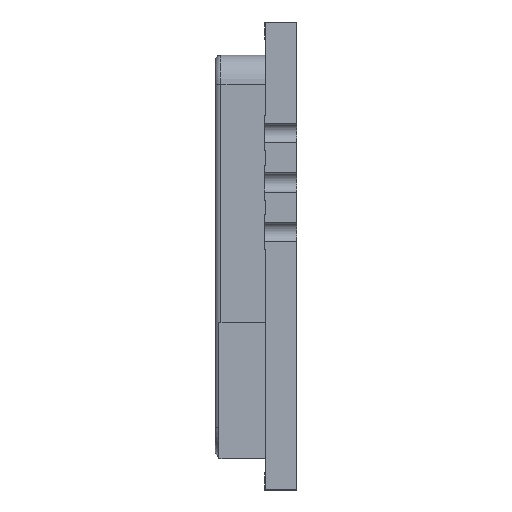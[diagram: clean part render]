
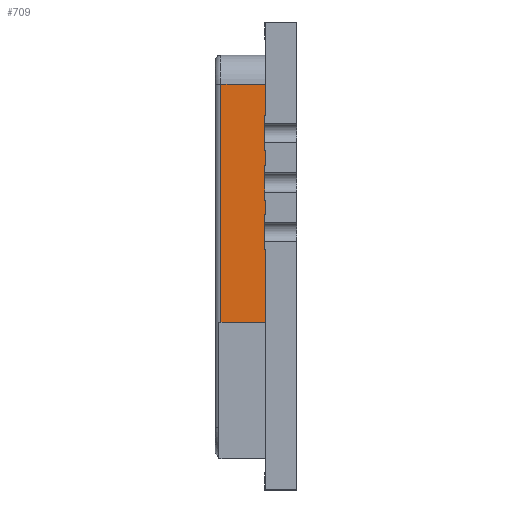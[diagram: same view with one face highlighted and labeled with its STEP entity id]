
A CAD part, left-side view. The second image highlights one B-rep face of the part: STEP entity #709.
In plain terms, the highlighted planar face has unit normal (-1, 0, 0).
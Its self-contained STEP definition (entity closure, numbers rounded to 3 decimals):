
#90 = VERTEX_POINT ( 'NONE', #697 ) ;
#183 = VERTEX_POINT ( 'NONE', #4784 ) ;
#697 = CARTESIAN_POINT ( 'NONE',  ( -3.1, 1.95, -4.4 ) ) ;
#709 = ADVANCED_FACE ( 'NONE', ( #8187 ), #2036, .F. ) ;
#770 = EDGE_LOOP ( 'NONE', ( #3605, #7705, #4010, #3211 ) ) ;
#1233 = LINE ( 'NONE', #3952, #8544 ) ;
#1318 = DIRECTION ( 'NONE',  ( 0., 0., 1. ) ) ;
#1420 = EDGE_CURVE ( 'NONE', #8241, #90, #1233, .T. ) ;
#1643 = CARTESIAN_POINT ( 'NONE',  ( -3.1, 2.1, 4.4 ) ) ;
#1699 = CARTESIAN_POINT ( 'NONE',  ( -3.1, 0.8, -4.4 ) ) ;
#2036 = PLANE ( 'NONE',  #3646 ) ;
#2098 = VECTOR ( 'NONE', #6393, 1000. ) ;
#2238 = LINE ( 'NONE', #2599, #3434 ) ;
#2599 = CARTESIAN_POINT ( 'NONE',  ( -3.1, 0.8, 5.15 ) ) ;
#2633 = DIRECTION ( 'NONE',  ( 0., 0., -1. ) ) ;
#2932 = CARTESIAN_POINT ( 'NONE',  ( -3.1, 2.1, -4.4 ) ) ;
#3211 = ORIENTED_EDGE ( 'NONE', *, *, #8528, .T. ) ;
#3434 = VECTOR ( 'NONE', #1318, 1000. ) ;
#3605 = ORIENTED_EDGE ( 'NONE', *, *, #4343, .T. ) ;
#3646 = AXIS2_PLACEMENT_3D ( 'NONE', #8630, #6721, #8660 ) ;
#3818 = LINE ( 'NONE', #1643, #2098 ) ;
#3915 = LINE ( 'NONE', #2932, #4134 ) ;
#3952 = CARTESIAN_POINT ( 'NONE',  ( -3.1, 1.95, -4.4 ) ) ;
#4010 = ORIENTED_EDGE ( 'NONE', *, *, #6425, .T. ) ;
#4134 = VECTOR ( 'NONE', #4144, 1000. ) ;
#4144 = DIRECTION ( 'NONE',  ( 0., -1., 0. ) ) ;
#4191 = VERTEX_POINT ( 'NONE', #1699 ) ;
#4290 = CARTESIAN_POINT ( 'NONE',  ( -3.1, 1.95, 4.4 ) ) ;
#4343 = EDGE_CURVE ( 'NONE', #183, #8241, #3818, .T. ) ;
#4784 = CARTESIAN_POINT ( 'NONE',  ( -3.1, 0.8, 4.4 ) ) ;
#6393 = DIRECTION ( 'NONE',  ( 0., 1., 0. ) ) ;
#6425 = EDGE_CURVE ( 'NONE', #90, #4191, #3915, .T. ) ;
#6721 = DIRECTION ( 'NONE',  ( 1., 0., 0. ) ) ;
#7705 = ORIENTED_EDGE ( 'NONE', *, *, #1420, .T. ) ;
#8187 = FACE_OUTER_BOUND ( 'NONE', #770, .T. ) ;
#8241 = VERTEX_POINT ( 'NONE', #4290 ) ;
#8528 = EDGE_CURVE ( 'NONE', #4191, #183, #2238, .T. ) ;
#8544 = VECTOR ( 'NONE', #2633, 1000. ) ;
#8630 = CARTESIAN_POINT ( 'NONE',  ( -3.1, 2.1, 5.15 ) ) ;
#8660 = DIRECTION ( 'NONE',  ( 0., 0., -1. ) ) ;
